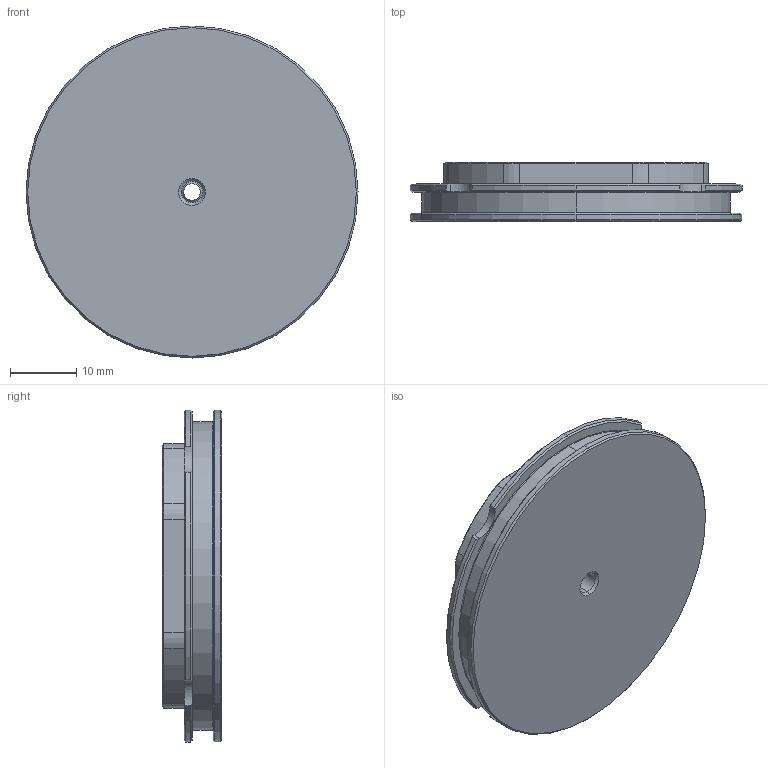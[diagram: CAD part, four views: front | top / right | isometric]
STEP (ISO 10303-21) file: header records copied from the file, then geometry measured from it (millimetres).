
FILE_DESCRIPTION (( 'STEP AP214' ), '1' );
FILE_NAME ('2.2.7.6_L30F-PM_30 mm笼式固定笼式立方体平台，带M3，M4安装孔.STEP', '2021-07-20T07:17:01', ( 'Microsoft' ), ( 'Microsoft' ), 'SwSTEP 2.0', 'SolidWorks 2018', '' );
FILE_SCHEMA (( 'AUTOMOTIVE_DESIGN' ));
Length unit declared in the file: millimetre
Products named in the file (1): 2.2.7.6_L30F-PM_30 mm笼式固定笼式立方体平台，带M3，M4安装孔
Bounding box: 50.3 x 9 x 50.3 mm (x, y, z)
Surface area: 6148.9 mm2 (no closed solid volume)
Topology: 0 solids, 1 shells, 114 faces, 282 edges, 173 vertices
Faces by surface type: cylinder 51, cone 46, plane 13, torus 4
Entity records: 4696 total; most frequent: DIRECTION 653, CARTESIAN_POINT 618, ORIENTED_EDGE 540, EDGE_CURVE 282, AXIS2_PLACEMENT_3D 272, VERTEX_POINT 173, CIRCLE 157, EDGE_LOOP 129
